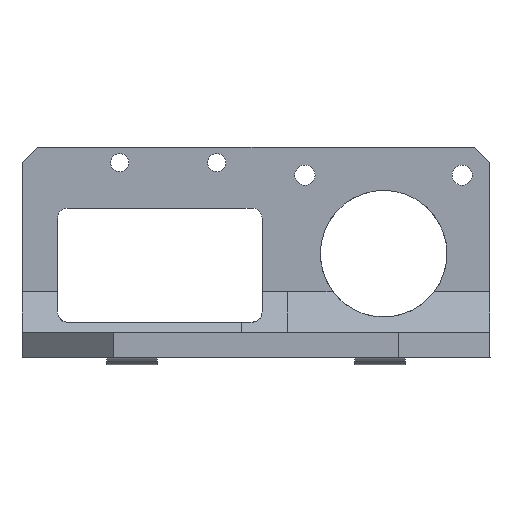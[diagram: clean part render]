
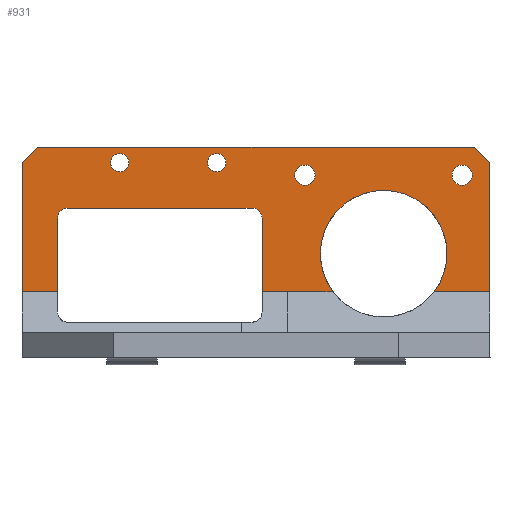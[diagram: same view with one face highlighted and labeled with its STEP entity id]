
A CAD part, front view. The second image highlights one B-rep face of the part: STEP entity #931.
In plain terms, the highlighted planar face has unit normal (0, -1, 0).
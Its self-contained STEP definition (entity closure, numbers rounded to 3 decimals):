
#46=FACE_BOUND('',#172,.T.);
#47=FACE_BOUND('',#173,.T.);
#48=FACE_BOUND('',#174,.T.);
#49=FACE_BOUND('',#175,.T.);
#59=CIRCLE('',#951,2.);
#60=CIRCLE('',#954,2.);
#65=CIRCLE('',#984,2.);
#66=CIRCLE('',#986,2.);
#67=CIRCLE('',#988,12.5);
#68=CIRCLE('',#989,12.5);
#74=CIRCLE('',#1007,1.8);
#75=CIRCLE('',#1008,1.8);
#116=FACE_OUTER_BOUND('',#171,.T.);
#171=EDGE_LOOP('',(#811,#812,#813,#814,#815,#816,#817,#818,#819,#820,#821,
#822,#823,#824,#825,#826,#827,#828));
#172=EDGE_LOOP('',(#829));
#173=EDGE_LOOP('',(#830));
#174=EDGE_LOOP('',(#831));
#175=EDGE_LOOP('',(#832));
#200=LINE('',#1324,#298);
#204=LINE('',#1334,#302);
#227=LINE('',#1383,#325);
#229=LINE('',#1387,#327);
#231=LINE('',#1391,#329);
#237=LINE('',#1408,#335);
#242=LINE('',#1417,#340);
#243=LINE('',#1420,#341);
#260=LINE('',#1481,#358);
#264=LINE('',#1516,#362);
#265=LINE('',#1519,#363);
#272=LINE('',#1545,#370);
#275=LINE('',#1559,#373);
#276=LINE('',#1560,#374);
#298=VECTOR('',#1061,10.);
#302=VECTOR('',#1071,10.);
#325=VECTOR('',#1104,10.);
#327=VECTOR('',#1108,10.);
#329=VECTOR('',#1112,10.);
#335=VECTOR('',#1130,10.);
#340=VECTOR('',#1137,10.);
#341=VECTOR('',#1140,10.);
#358=VECTOR('',#1173,10.);
#362=VECTOR('',#1183,10.);
#363=VECTOR('',#1186,10.);
#370=VECTOR('',#1223,10.);
#373=VECTOR('',#1244,10.);
#374=VECTOR('',#1245,10.);
#402=VERTEX_POINT('',#1316);
#403=VERTEX_POINT('',#1318);
#404=VERTEX_POINT('',#1322);
#405=VERTEX_POINT('',#1326);
#407=VERTEX_POINT('',#1332);
#426=VERTEX_POINT('',#1375);
#428=VERTEX_POINT('',#1381);
#429=VERTEX_POINT('',#1385);
#430=VERTEX_POINT('',#1389);
#435=VERTEX_POINT('',#1407);
#438=VERTEX_POINT('',#1415);
#439=VERTEX_POINT('',#1419);
#451=VERTEX_POINT('',#1479);
#453=VERTEX_POINT('',#1515);
#454=VERTEX_POINT('',#1517);
#455=VERTEX_POINT('',#1521);
#456=VERTEX_POINT('',#1525);
#457=VERTEX_POINT('',#1529);
#458=VERTEX_POINT('',#1544);
#460=VERTEX_POINT('',#1558);
#461=VERTEX_POINT('',#1561);
#462=VERTEX_POINT('',#1563);
#488=EDGE_CURVE('',#403,#402,#59,.T.);
#491=EDGE_CURVE('',#402,#404,#200,.T.);
#493=EDGE_CURVE('',#404,#405,#60,.T.);
#496=EDGE_CURVE('',#405,#407,#204,.T.);
#521=EDGE_CURVE('',#426,#428,#227,.T.);
#523=EDGE_CURVE('',#428,#429,#229,.T.);
#525=EDGE_CURVE('',#429,#430,#231,.T.);
#533=EDGE_CURVE('',#435,#403,#237,.T.);
#538=EDGE_CURVE('',#407,#438,#242,.T.);
#539=EDGE_CURVE('',#435,#439,#243,.T.);
#561=EDGE_CURVE('',#451,#430,#260,.T.);
#566=EDGE_CURVE('',#426,#453,#264,.T.);
#568=EDGE_CURVE('',#454,#438,#265,.T.);
#570=EDGE_CURVE('',#455,#455,#65,.T.);
#572=EDGE_CURVE('',#456,#456,#66,.T.);
#574=EDGE_CURVE('',#454,#457,#67,.T.);
#575=EDGE_CURVE('',#457,#453,#68,.T.);
#581=EDGE_CURVE('',#458,#439,#272,.T.);
#587=EDGE_CURVE('',#451,#460,#275,.T.);
#588=EDGE_CURVE('',#460,#458,#276,.T.);
#589=EDGE_CURVE('',#461,#461,#74,.T.);
#590=EDGE_CURVE('',#462,#462,#75,.T.);
#811=ORIENTED_EDGE('',*,*,#496,.T.);
#812=ORIENTED_EDGE('',*,*,#538,.T.);
#813=ORIENTED_EDGE('',*,*,#568,.F.);
#814=ORIENTED_EDGE('',*,*,#574,.T.);
#815=ORIENTED_EDGE('',*,*,#575,.T.);
#816=ORIENTED_EDGE('',*,*,#566,.F.);
#817=ORIENTED_EDGE('',*,*,#521,.T.);
#818=ORIENTED_EDGE('',*,*,#523,.T.);
#819=ORIENTED_EDGE('',*,*,#525,.T.);
#820=ORIENTED_EDGE('',*,*,#561,.F.);
#821=ORIENTED_EDGE('',*,*,#587,.T.);
#822=ORIENTED_EDGE('',*,*,#588,.T.);
#823=ORIENTED_EDGE('',*,*,#581,.T.);
#824=ORIENTED_EDGE('',*,*,#539,.F.);
#825=ORIENTED_EDGE('',*,*,#533,.T.);
#826=ORIENTED_EDGE('',*,*,#488,.T.);
#827=ORIENTED_EDGE('',*,*,#491,.T.);
#828=ORIENTED_EDGE('',*,*,#493,.T.);
#829=ORIENTED_EDGE('',*,*,#572,.T.);
#830=ORIENTED_EDGE('',*,*,#570,.T.);
#831=ORIENTED_EDGE('',*,*,#589,.T.);
#832=ORIENTED_EDGE('',*,*,#590,.T.);
#887=PLANE('',#1006);
#931=ADVANCED_FACE('',(#116,#46,#47,#48,#49),#887,.T.);
#951=AXIS2_PLACEMENT_3D('',#1319,#1055,#1056);
#954=AXIS2_PLACEMENT_3D('',#1328,#1065,#1066);
#984=AXIS2_PLACEMENT_3D('',#1523,#1190,#1191);
#986=AXIS2_PLACEMENT_3D('',#1527,#1195,#1196);
#988=AXIS2_PLACEMENT_3D('',#1531,#1200,#1201);
#989=AXIS2_PLACEMENT_3D('',#1532,#1202,#1203);
#1006=AXIS2_PLACEMENT_3D('',#1557,#1242,#1243);
#1007=AXIS2_PLACEMENT_3D('',#1562,#1246,#1247);
#1008=AXIS2_PLACEMENT_3D('',#1564,#1248,#1249);
#1055=DIRECTION('center_axis',(0.,1.,0.));
#1056=DIRECTION('ref_axis',(-1.,0.,0.));
#1061=DIRECTION('',(1.,0.,0.));
#1065=DIRECTION('center_axis',(0.,1.,0.));
#1066=DIRECTION('ref_axis',(0.,0.,1.));
#1071=DIRECTION('',(0.,0.,-1.));
#1104=DIRECTION('',(0.,0.,1.));
#1108=DIRECTION('',(-0.707,0.,0.707));
#1112=DIRECTION('',(-1.,0.,0.));
#1130=DIRECTION('',(0.,0.,1.));
#1137=DIRECTION('',(1.,0.,0.));
#1140=DIRECTION('',(-1.,0.,0.));
#1173=DIRECTION('',(1.,0.,0.));
#1183=DIRECTION('',(-1.,0.,0.));
#1186=DIRECTION('',(-1.,0.,0.));
#1190=DIRECTION('center_axis',(0.,1.,0.));
#1191=DIRECTION('ref_axis',(-1.,0.,0.));
#1195=DIRECTION('center_axis',(0.,1.,0.));
#1196=DIRECTION('ref_axis',(-1.,0.,0.));
#1200=DIRECTION('center_axis',(0.,1.,0.));
#1201=DIRECTION('ref_axis',(-1.,0.,0.));
#1202=DIRECTION('center_axis',(0.,1.,0.));
#1203=DIRECTION('ref_axis',(-1.,0.,0.));
#1223=DIRECTION('',(0.,0.,-1.));
#1242=DIRECTION('center_axis',(0.,-1.,0.));
#1243=DIRECTION('ref_axis',(1.,0.,0.));
#1244=DIRECTION('',(-1.,0.,0.));
#1245=DIRECTION('',(-0.707,0.,-0.707));
#1246=DIRECTION('center_axis',(0.,1.,0.));
#1247=DIRECTION('ref_axis',(-1.,0.,0.));
#1248=DIRECTION('center_axis',(0.,1.,0.));
#1249=DIRECTION('ref_axis',(-1.,0.,0.));
#1316=CARTESIAN_POINT('',(230.15,52.274,39.425));
#1318=CARTESIAN_POINT('',(228.15,52.274,37.425));
#1319=CARTESIAN_POINT('Origin',(230.15,52.274,37.425));
#1322=CARTESIAN_POINT('',(266.575,52.274,39.425));
#1324=CARTESIAN_POINT('',(264.719,52.274,39.425));
#1326=CARTESIAN_POINT('',(268.575,52.274,37.425));
#1328=CARTESIAN_POINT('Origin',(266.575,52.274,37.425));
#1332=CARTESIAN_POINT('',(268.575,52.274,22.91));
#1334=CARTESIAN_POINT('',(268.575,52.274,29.264));
#1375=CARTESIAN_POINT('',(313.575,52.274,22.91));
#1381=CARTESIAN_POINT('',(313.575,52.274,48.425));
#1383=CARTESIAN_POINT('',(313.575,52.274,14.91));
#1385=CARTESIAN_POINT('',(310.575,52.274,51.425));
#1387=CARTESIAN_POINT('',(303.849,52.274,58.151));
#1389=CARTESIAN_POINT('',(273.575,52.274,51.425));
#1391=CARTESIAN_POINT('',(252.506,52.274,51.425));
#1407=CARTESIAN_POINT('',(228.15,52.274,22.91));
#1408=CARTESIAN_POINT('',(228.15,52.274,38.521));
#1415=CARTESIAN_POINT('',(273.575,52.274,22.91));
#1417=CARTESIAN_POINT('',(264.575,52.274,22.91));
#1419=CARTESIAN_POINT('',(221.15,52.274,22.91));
#1420=CARTESIAN_POINT('',(283.719,52.274,22.91));
#1479=CARTESIAN_POINT('',(264.575,52.274,51.425));
#1481=CARTESIAN_POINT('',(264.575,52.274,51.425));
#1515=CARTESIAN_POINT('',(302.564,52.274,22.91));
#1516=CARTESIAN_POINT('',(292.719,52.274,22.91));
#1517=CARTESIAN_POINT('',(282.586,52.274,22.91));
#1519=CARTESIAN_POINT('',(292.719,52.274,22.91));
#1521=CARTESIAN_POINT('',(310.075,52.274,45.925));
#1523=CARTESIAN_POINT('Origin',(308.075,52.274,45.925));
#1525=CARTESIAN_POINT('',(279.027,52.274,45.925));
#1527=CARTESIAN_POINT('Origin',(277.027,52.274,45.925));
#1529=CARTESIAN_POINT('',(305.075,52.274,30.425));
#1531=CARTESIAN_POINT('Origin',(292.575,52.274,30.425));
#1532=CARTESIAN_POINT('Origin',(292.575,52.274,30.425));
#1544=CARTESIAN_POINT('',(221.15,52.274,48.425));
#1545=CARTESIAN_POINT('',(221.15,52.274,64.425));
#1557=CARTESIAN_POINT('Origin',(262.863,52.274,39.617));
#1558=CARTESIAN_POINT('',(224.15,52.274,51.425));
#1559=CARTESIAN_POINT('',(243.506,52.274,51.425));
#1560=CARTESIAN_POINT('',(229.376,52.274,56.651));
#1561=CARTESIAN_POINT('',(261.4,52.274,48.4));
#1562=CARTESIAN_POINT('Origin',(259.6,52.274,48.4));
#1563=CARTESIAN_POINT('',(242.25,52.274,48.4));
#1564=CARTESIAN_POINT('Origin',(240.45,52.274,48.4));
